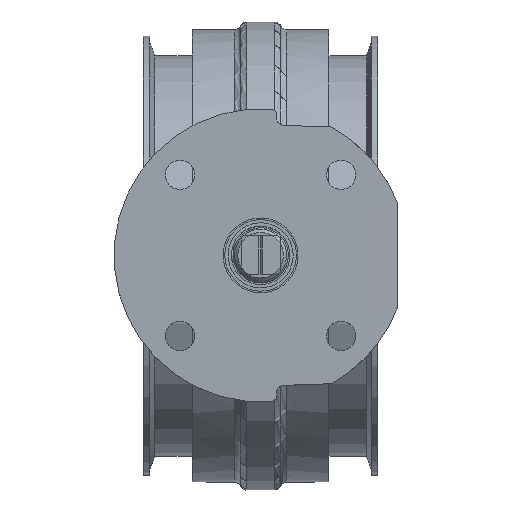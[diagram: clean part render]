
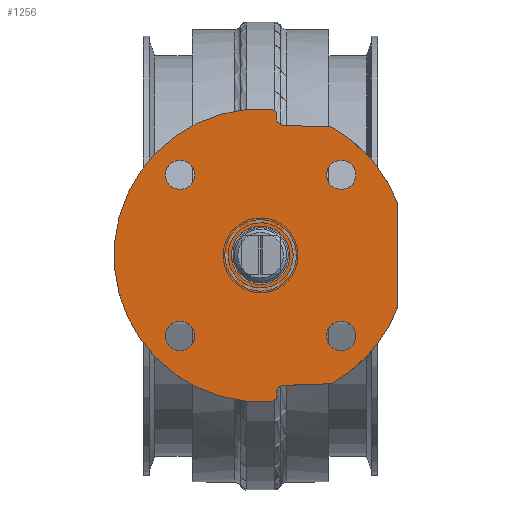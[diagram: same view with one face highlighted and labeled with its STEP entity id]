
A CAD part, top view. The second image highlights one B-rep face of the part: STEP entity #1256.
In plain terms, the highlighted planar face has unit normal (0, 0, 1).
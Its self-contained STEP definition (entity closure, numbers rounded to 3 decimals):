
#900=CARTESIAN_POINT('',(-29.249,-24.749,109.0));
#901=VERTEX_POINT('',#900);
#902=CARTESIAN_POINT('',(-24.749,-24.749,109.0));
#903=DIRECTION('',(0.0,0.0,-1.0));
#904=DIRECTION('',(-1.0,0.0,0.0));
#905=AXIS2_PLACEMENT_3D('',#902,#903,#904);
#906=CIRCLE('',#905,4.5);
#907=EDGE_CURVE('',#901,#901,#906,.T.);
#928=CARTESIAN_POINT('',(24.749,-29.249,109.0));
#929=VERTEX_POINT('',#928);
#930=CARTESIAN_POINT('',(24.749,-24.749,109.0));
#931=DIRECTION('',(0.0,0.0,-1.0));
#932=DIRECTION('',(0.0,-1.0,0.0));
#933=AXIS2_PLACEMENT_3D('',#930,#931,#932);
#934=CIRCLE('',#933,4.5);
#935=EDGE_CURVE('',#929,#929,#934,.T.);
#956=CARTESIAN_POINT('',(-24.749,29.249,109.0));
#957=VERTEX_POINT('',#956);
#958=CARTESIAN_POINT('',(-24.749,24.749,109.0));
#959=DIRECTION('',(0.0,0.0,-1.0));
#960=DIRECTION('',(0.0,1.0,0.0));
#961=AXIS2_PLACEMENT_3D('',#958,#959,#960);
#962=CIRCLE('',#961,4.5);
#963=EDGE_CURVE('',#957,#957,#962,.T.);
#984=CARTESIAN_POINT('',(29.249,24.749,109.0));
#985=VERTEX_POINT('',#984);
#986=CARTESIAN_POINT('',(24.749,24.749,109.0));
#987=DIRECTION('',(0.0,0.0,-1.0));
#988=DIRECTION('',(1.0,0.0,0.0));
#989=AXIS2_PLACEMENT_3D('',#986,#987,#988);
#990=CIRCLE('',#989,4.5);
#991=EDGE_CURVE('',#985,#985,#990,.T.);
#1015=CARTESIAN_POINT('',(9.0,0.,109.0));
#1016=VERTEX_POINT('',#1015);
#1017=CARTESIAN_POINT('',(0.0,0.0,109.0));
#1018=DIRECTION('',(0.0,0.0,-1.0));
#1019=DIRECTION('',(-1.0,0.0,0.0));
#1020=AXIS2_PLACEMENT_3D('',#1017,#1018,#1019);
#1021=CIRCLE('',#1020,9.0);
#1022=EDGE_CURVE('',#1016,#1016,#1021,.T.);
#1131=CARTESIAN_POINT('',(-45.001,72.001,109.0));
#1132=DIRECTION('',(0.0,0.0,-1.0));
#1133=DIRECTION('',(-1.0,0.0,0.0));
#1134=AXIS2_PLACEMENT_3D('',#1131,#1132,#1133);
#1135=PLANE('',#1134);
#1136=CARTESIAN_POINT('',(5.0,-42.895,109.));
#1137=VERTEX_POINT('',#1136);
#1138=CARTESIAN_POINT('',(5.0,-41.931,109.));
#1139=VERTEX_POINT('',#1138);
#1140=CARTESIAN_POINT('',(5.0,-42.895,109.));
#1141=DIRECTION('',(0.0,1.0,0.0));
#1142=VECTOR('',#1141,0.964);
#1143=LINE('',#1140,#1142);
#1144=EDGE_CURVE('',#1137,#1139,#1143,.T.);
#1145=ORIENTED_EDGE('',*,*,#1144,.T.);
#1146=CARTESIAN_POINT('',(6.93,-39.933,109.));
#1147=VERTEX_POINT('',#1146);
#1148=CARTESIAN_POINT('',(7.0,-41.931,109.0));
#1149=DIRECTION('',(0.0,0.0,-1.));
#1150=DIRECTION('',(-0.719,0.695,0.0));
#1151=AXIS2_PLACEMENT_3D('',#1148,#1149,#1150);
#1152=CIRCLE('',#1151,2.);
#1153=EDGE_CURVE('',#1139,#1147,#1152,.T.);
#1154=ORIENTED_EDGE('',*,*,#1153,.T.);
#1155=CARTESIAN_POINT('',(21.71,-39.416,109.0));
#1156=VERTEX_POINT('',#1155);
#1157=CARTESIAN_POINT('',(6.93,-39.933,109.));
#1158=DIRECTION('',(0.999,0.035,0.0));
#1159=VECTOR('',#1158,14.789);
#1160=LINE('',#1157,#1159);
#1161=EDGE_CURVE('',#1147,#1156,#1160,.T.);
#1162=ORIENTED_EDGE('',*,*,#1161,.T.);
#1163=CARTESIAN_POINT('',(42.,-16.155,109.));
#1164=VERTEX_POINT('',#1163);
#1165=CARTESIAN_POINT('',(0.0,0.0,109.0));
#1166=DIRECTION('',(0.0,0.0,1.0));
#1167=DIRECTION('',(0.754,-0.657,0.0));
#1168=AXIS2_PLACEMENT_3D('',#1165,#1166,#1167);
#1169=CIRCLE('',#1168,45.0);
#1170=EDGE_CURVE('',#1156,#1164,#1169,.T.);
#1171=ORIENTED_EDGE('',*,*,#1170,.T.);
#1172=CARTESIAN_POINT('',(42.,16.155,109.0));
#1173=VERTEX_POINT('',#1172);
#1174=CARTESIAN_POINT('',(42.,-16.155,109.));
#1175=DIRECTION('',(0.0,1.0,0.0));
#1176=VECTOR('',#1175,32.311);
#1177=LINE('',#1174,#1176);
#1178=EDGE_CURVE('',#1164,#1173,#1177,.T.);
#1179=ORIENTED_EDGE('',*,*,#1178,.T.);
#1180=CARTESIAN_POINT('',(21.71,39.416,109.));
#1181=VERTEX_POINT('',#1180);
#1182=CARTESIAN_POINT('',(0.0,0.0,109.0));
#1183=DIRECTION('',(0.0,0.0,1.0));
#1184=DIRECTION('',(0.754,0.657,0.0));
#1185=AXIS2_PLACEMENT_3D('',#1182,#1183,#1184);
#1186=CIRCLE('',#1185,45.0);
#1187=EDGE_CURVE('',#1173,#1181,#1186,.T.);
#1188=ORIENTED_EDGE('',*,*,#1187,.T.);
#1189=CARTESIAN_POINT('',(6.93,39.933,109.0));
#1190=VERTEX_POINT('',#1189);
#1191=CARTESIAN_POINT('',(21.71,39.416,109.));
#1192=DIRECTION('',(-0.999,0.035,0.0));
#1193=VECTOR('',#1192,14.789);
#1194=LINE('',#1191,#1193);
#1195=EDGE_CURVE('',#1181,#1190,#1194,.T.);
#1196=ORIENTED_EDGE('',*,*,#1195,.T.);
#1197=CARTESIAN_POINT('',(5.0,41.931,109.0));
#1198=VERTEX_POINT('',#1197);
#1199=CARTESIAN_POINT('',(7.,41.931,109.0));
#1200=DIRECTION('',(0.0,0.0,-1.));
#1201=DIRECTION('',(-0.719,-0.695,0.0));
#1202=AXIS2_PLACEMENT_3D('',#1199,#1200,#1201);
#1203=CIRCLE('',#1202,2.0);
#1204=EDGE_CURVE('',#1190,#1198,#1203,.T.);
#1205=ORIENTED_EDGE('',*,*,#1204,.T.);
#1206=CARTESIAN_POINT('',(5.0,42.895,109.));
#1207=VERTEX_POINT('',#1206);
#1208=CARTESIAN_POINT('',(5.0,41.931,109.));
#1209=DIRECTION('',(0.0,1.0,0.0));
#1210=VECTOR('',#1209,0.964);
#1211=LINE('',#1208,#1210);
#1212=EDGE_CURVE('',#1198,#1207,#1211,.T.);
#1213=ORIENTED_EDGE('',*,*,#1212,.T.);
#1214=CARTESIAN_POINT('',(3.14,44.89,109.0));
#1215=VERTEX_POINT('',#1214);
#1216=CARTESIAN_POINT('',(3.,42.895,109.));
#1217=DIRECTION('',(0.0,0.0,1.0));
#1218=DIRECTION('',(0.731,0.682,0.0));
#1219=AXIS2_PLACEMENT_3D('',#1216,#1217,#1218);
#1220=CIRCLE('',#1219,2.);
#1221=EDGE_CURVE('',#1207,#1215,#1220,.T.);
#1222=ORIENTED_EDGE('',*,*,#1221,.T.);
#1223=CARTESIAN_POINT('',(3.14,-44.89,109.0));
#1224=VERTEX_POINT('',#1223);
#1225=CARTESIAN_POINT('',(0.0,0.0,109.0));
#1226=DIRECTION('',(0.0,0.0,1.0));
#1227=DIRECTION('',(-1.0,0.0,0.0));
#1228=AXIS2_PLACEMENT_3D('',#1225,#1226,#1227);
#1229=CIRCLE('',#1228,45.0);
#1230=EDGE_CURVE('',#1215,#1224,#1229,.T.);
#1231=ORIENTED_EDGE('',*,*,#1230,.T.);
#1232=CARTESIAN_POINT('',(3.,-42.895,109.0));
#1233=DIRECTION('',(0.0,0.0,1.));
#1234=DIRECTION('',(0.731,-0.682,0.0));
#1235=AXIS2_PLACEMENT_3D('',#1232,#1233,#1234);
#1236=CIRCLE('',#1235,2.);
#1237=EDGE_CURVE('',#1224,#1137,#1236,.T.);
#1238=ORIENTED_EDGE('',*,*,#1237,.T.);
#1239=EDGE_LOOP('',(#1145,#1154,#1162,#1171,#1179,#1188,#1196,#1205,#1213,#1222,#1231,#1238));
#1240=FACE_OUTER_BOUND('',#1239,.T.);
#1241=ORIENTED_EDGE('',*,*,#907,.T.);
#1242=EDGE_LOOP('',(#1241));
#1243=FACE_BOUND('',#1242,.T.);
#1244=ORIENTED_EDGE('',*,*,#935,.T.);
#1245=EDGE_LOOP('',(#1244));
#1246=FACE_BOUND('',#1245,.T.);
#1247=ORIENTED_EDGE('',*,*,#963,.T.);
#1248=EDGE_LOOP('',(#1247));
#1249=FACE_BOUND('',#1248,.T.);
#1250=ORIENTED_EDGE('',*,*,#991,.T.);
#1251=EDGE_LOOP('',(#1250));
#1252=FACE_BOUND('',#1251,.T.);
#1253=ORIENTED_EDGE('',*,*,#1022,.T.);
#1254=EDGE_LOOP('',(#1253));
#1255=FACE_BOUND('',#1254,.T.);
#1256=ADVANCED_FACE('',(#1240,#1243,#1246,#1249,#1252,#1255),#1135,.F.);
